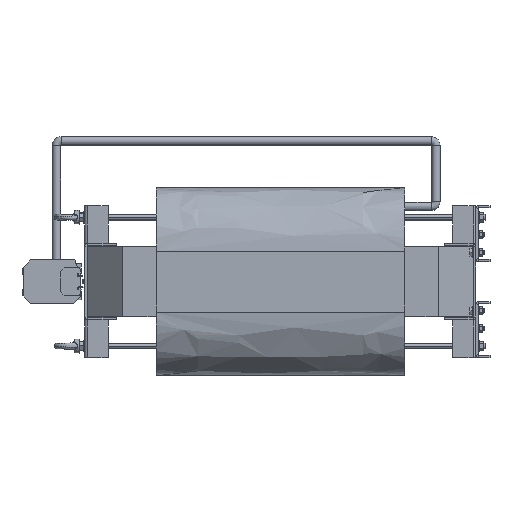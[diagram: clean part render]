
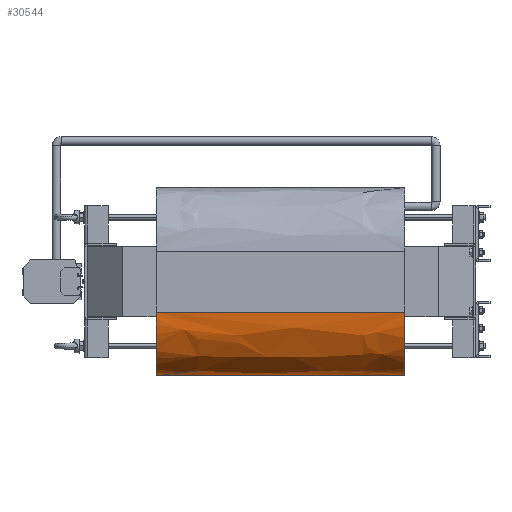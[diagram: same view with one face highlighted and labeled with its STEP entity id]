
A CAD part, left-side view. The second image highlights one B-rep face of the part: STEP entity #30544.
In plain terms, the highlighted free-form (B-spline) face has degree [2, 3] with [3, 4] control points.
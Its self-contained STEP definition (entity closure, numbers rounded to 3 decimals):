
#1183 = CARTESIAN_POINT ( 'NONE',  ( -443.5, 265., -65. ) ) ;
#1970 = CARTESIAN_POINT ( 'NONE',  ( -443.5, 291.5, -200. ) ) ;
#2960 =( BOUNDED_SURFACE ( )  B_SPLINE_SURFACE ( 2, 3, ( 
 ( #27576, #42327, #20352, #42655 ),
 ( #1970, #9754, #24041, #27743 ),
 ( #24363, #5710, #38363, #31771 ) ),
 .UNSPECIFIED., .F., .F., .F. ) 
 B_SPLINE_SURFACE_WITH_KNOTS ( ( 3, 3 ),
 ( 4, 4 ),
 ( 0., 1. ),
 ( -0.027, 0.556 ),
 .UNSPECIFIED. ) 
 GEOMETRIC_REPRESENTATION_ITEM ( )  RATIONAL_B_SPLINE_SURFACE ( (
 ( 1., 1., 1., 1.),
 ( 0.707, 0.707, 0.707, 0.707),
 ( 1., 1., 1., 1.) ) ) 
 REPRESENTATION_ITEM ( '' )  SURFACE ( )  );
#5710 = CARTESIAN_POINT ( 'NONE',  ( -333.5, 97.167, -200. ) ) ;
#5798 = EDGE_LOOP ( 'NONE', ( #42342, #30404, #8112, #19020 ) ) ;
#6537 =( BOUNDED_CURVE ( )  B_SPLINE_CURVE ( 2, ( #7386, #37137, #33123 ),
 .UNSPECIFIED., .F., .F. ) 
 B_SPLINE_CURVE_WITH_KNOTS ( ( 3, 3 ),
 ( 0., 0.192 ),
 .UNSPECIFIED. ) 
 CURVE ( )  GEOMETRIC_REPRESENTATION_ITEM ( )  RATIONAL_B_SPLINE_CURVE ( ( 1., 0.707, 1. ) ) 
 REPRESENTATION_ITEM ( '' )  );
#7386 = CARTESIAN_POINT ( 'NONE',  ( -443.5, -265., -65. ) ) ;
#8112 = ORIENTED_EDGE ( 'NONE', *, *, #25410, .F. ) ;
#9754 = CARTESIAN_POINT ( 'NONE',  ( -443.5, 97.167, -200. ) ) ;
#11710 = VERTEX_POINT ( 'NONE', #39041 ) ;
#14394 = VERTEX_POINT ( 'NONE', #41686 ) ;
#19020 = ORIENTED_EDGE ( 'NONE', *, *, #35759, .F. ) ;
#20178 = CARTESIAN_POINT ( 'NONE',  ( -443.5, 265., -65. ) ) ;
#20352 = CARTESIAN_POINT ( 'NONE',  ( -443.5, -97.167, -65. ) ) ;
#23491 = CARTESIAN_POINT ( 'NONE',  ( -443.5, 265., -65. ) ) ;
#24041 = CARTESIAN_POINT ( 'NONE',  ( -443.5, -97.167, -200. ) ) ;
#24363 = CARTESIAN_POINT ( 'NONE',  ( -333.5, 291.5, -200. ) ) ;
#25410 = EDGE_CURVE ( 'NONE', #11710, #41349, #6537, .T. ) ;
#26644 = CARTESIAN_POINT ( 'NONE',  ( -443.5, 265., -200. ) ) ;
#27576 = CARTESIAN_POINT ( 'NONE',  ( -443.5, 291.5, -65. ) ) ;
#27743 = CARTESIAN_POINT ( 'NONE',  ( -443.5, -291.5, -200. ) ) ;
#30404 = ORIENTED_EDGE ( 'NONE', *, *, #32472, .F. ) ;
#30409 = EDGE_CURVE ( 'NONE', #14394, #31423, #31578, .T. ) ;
#30544 = ADVANCED_FACE ( 'NONE', ( #45749 ), #2960, .T. ) ;
#31083 = CARTESIAN_POINT ( 'NONE',  ( -333.5, -265., -200. ) ) ;
#31212 = LINE ( 'NONE', #33197, #42105 ) ;
#31423 = VERTEX_POINT ( 'NONE', #20178 ) ;
#31578 =( BOUNDED_CURVE ( )  B_SPLINE_CURVE ( 2, ( #38205, #26644, #1183 ),
 .UNSPECIFIED., .F., .F. ) 
 B_SPLINE_CURVE_WITH_KNOTS ( ( 3, 3 ),
 ( 0., 0.192 ),
 .UNSPECIFIED. ) 
 CURVE ( )  GEOMETRIC_REPRESENTATION_ITEM ( )  RATIONAL_B_SPLINE_CURVE ( ( 1., 0.707, 1. ) ) 
 REPRESENTATION_ITEM ( '' )  );
#31771 = CARTESIAN_POINT ( 'NONE',  ( -333.5, -291.5, -200. ) ) ;
#32472 = EDGE_CURVE ( 'NONE', #41349, #14394, #31212, .T. ) ;
#33123 = CARTESIAN_POINT ( 'NONE',  ( -333.5, -265., -200. ) ) ;
#33197 = CARTESIAN_POINT ( 'NONE',  ( -333.5, 265., -200. ) ) ;
#35759 = EDGE_CURVE ( 'NONE', #31423, #11710, #46934, .T. ) ;
#37137 = CARTESIAN_POINT ( 'NONE',  ( -443.5, -265., -200. ) ) ;
#38205 = CARTESIAN_POINT ( 'NONE',  ( -333.5, 265., -200. ) ) ;
#38363 = CARTESIAN_POINT ( 'NONE',  ( -333.5, -97.167, -200. ) ) ;
#38428 = DIRECTION ( 'NONE',  ( 0., -1., 0. ) ) ;
#39041 = CARTESIAN_POINT ( 'NONE',  ( -443.5, -265., -65. ) ) ;
#40411 = DIRECTION ( 'NONE',  ( 0., 1., 0. ) ) ;
#41349 = VERTEX_POINT ( 'NONE', #31083 ) ;
#41686 = CARTESIAN_POINT ( 'NONE',  ( -333.5, 265., -200. ) ) ;
#42105 = VECTOR ( 'NONE', #40411, 1000. ) ;
#42327 = CARTESIAN_POINT ( 'NONE',  ( -443.5, 97.167, -65. ) ) ;
#42342 = ORIENTED_EDGE ( 'NONE', *, *, #30409, .F. ) ;
#42655 = CARTESIAN_POINT ( 'NONE',  ( -443.5, -291.5, -65. ) ) ;
#45244 = VECTOR ( 'NONE', #38428, 1000. ) ;
#45749 = FACE_OUTER_BOUND ( 'NONE', #5798, .T. ) ;
#46934 = LINE ( 'NONE', #23491, #45244 ) ;
